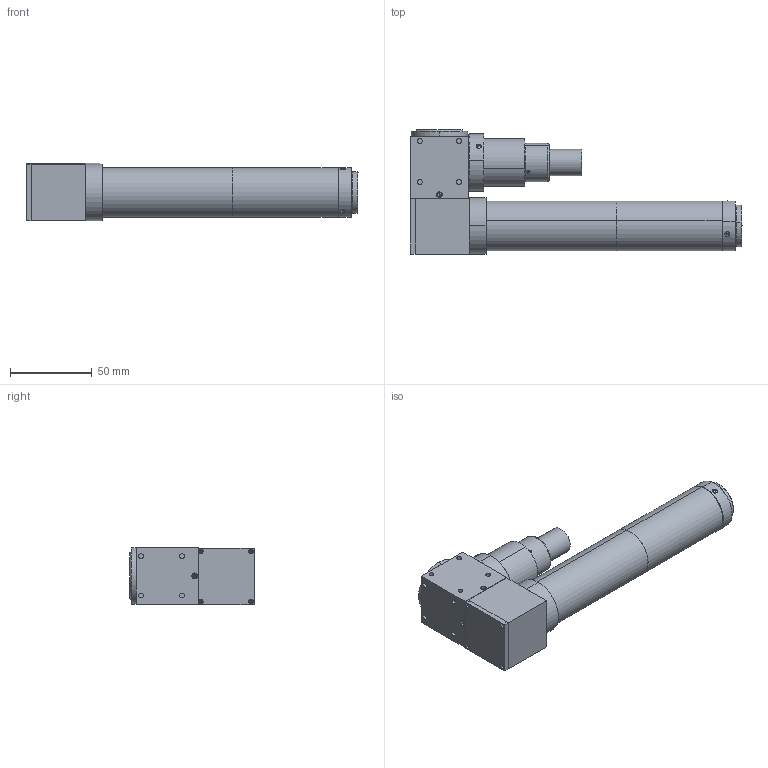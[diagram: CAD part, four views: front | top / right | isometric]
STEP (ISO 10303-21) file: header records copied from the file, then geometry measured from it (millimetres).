
FILE_DESCRIPTION (( 'STEP AP203' ), '1' );
FILE_NAME ('90僅奪噩俋夤芞 T2022-02-25.STEP', '2022-03-23T01:28:42', ( '' ), ( '' ), 'SwSTEP 2.0', 'SolidWorks 2020', '' );
FILE_SCHEMA (( 'CONFIG_CONTROL_DESIGN' ));
Length unit declared in the file: millimetre
Products named in the file (20): M2X4す芛蹟隊.STEP; PLC029A090.STEP; 蛌諉窒璃2.STEP; PLC029A010.STEP; 蛌諉窒璃1.STEP; M3X3潑傷蹟隊.STEP; 蛌諉窒璃3.STEP; 90僅奪噩俋夤芞  T2022-02-25.STEP; M1.6X3平头螺钉.STEP; PLC029A040.STEP; 蚾饜极1.STEP; PLC029A120.STEP; M2X3潑傷蹟隊.STEP; PLC029A020.STEP; PLC029A063.STEP; PLC029A030.STEP; PLC029A050.STEP; PLC029A130.STEP; 90僅奪噩俋夤芞  T2022-02-25; 嫖悝窒煦.STEP
Assembly tree (38 placements, depth 5):
  90僅奪噩俋夤芞  T2022-02-25
    90僅奪噩俋夤芞  T2022-02-25.STEP
      蚾饜极1.STEP
        嫖悝窒煦.STEP
          PLC029A010.STEP
          PLC029A020.STEP
          PLC029A030.STEP
          M3X3潑傷蹟隊.STEP  x3
        蛌諉窒璃1.STEP
          PLC029A040.STEP
          PLC029A050.STEP
          M1.6X3平头螺钉.STEP  x4
        蛌諉窒璃2.STEP
          M1.6X3平头螺钉.STEP  x4
          M2X4す芛蹟隊.STEP  x4
      蛌諉窒璃3.STEP
        PLC029A090.STEP
        PLC029A120.STEP
        PLC029A130.STEP
        M3X3潑傷蹟隊.STEP  x5
        M2X3潑傷蹟隊.STEP  x3
      PLC029A063.STEP
Bounding box: 202.85 x 76.01 x 35.28 mm (x, y, z)
Volume: 244188.7 mm3; surface area: 61083.9 mm2
Topology: 32 solids, 32 shells, 701 faces, 1654 edges, 1054 vertices
Faces by surface type: plane 351, cylinder 258, cone 90, torus 2
Entity records: 15463 total; most frequent: CARTESIAN_POINT 3086, DIRECTION 2239, ORIENTED_EDGE 1864, EDGE_CURVE 932, AXIS2_PLACEMENT_3D 898, VERTEX_POINT 597, EDGE_LOOP 501, LINE 443
